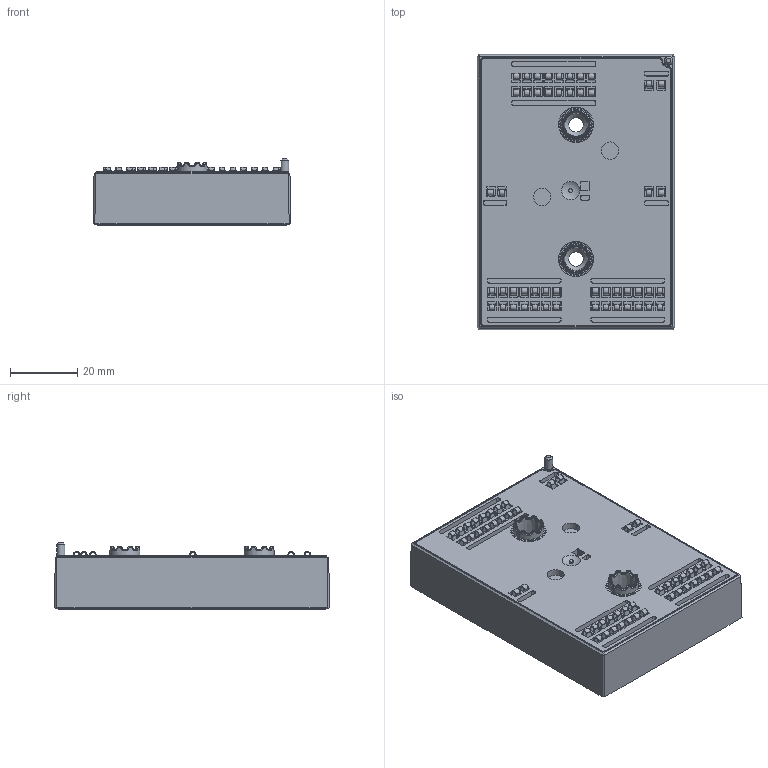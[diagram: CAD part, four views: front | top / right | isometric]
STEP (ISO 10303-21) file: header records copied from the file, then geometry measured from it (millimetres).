
FILE_DESCRIPTION(/* description */ ('Unknown'),/* implementation_level */ '2;1');
FILE_NAME(/* name */ 'MiniSkiiP3D-K830(500)-01-OL',/* time_stamp */ '2016-07-14T11:07:56+02:00',/* author */ ('Unknown'),/* organization */ ('Unknown'),/* preprocessor_version */ 'ST-DEVELOPER v16',/* originating_system */ 'DEX',/* authorisation */ $);
FILE_SCHEMA (('AUTOMOTIVE_DESIGN {1 0 10303 214 3 1 1}'));
Products named in the file (1): MiniSkiiP3D-K830-01-OL
Bounding box: 58.9 x 82 x 19.84 mm (x, y, z)
Volume: 73427.1 mm3; surface area: 19053.5 mm2
Topology: 1 solids, 26 shells, 2892 faces, 7967 edges, 4856 vertices
Faces by surface type: plane 1317, bspline 722, cylinder 486, cone 225, torus 102, sphere 40
Full cylindrical faces by diameter (mm): 1 x2, 1.2 x1, 3.2 x1, 5 x2, 5.15 x2, 5.5 x2, 6 x1, 6.2 x2
Entity records: 128674 total; most frequent: CARTESIAN_POINT 42280, ORIENTED_EDGE 15042, DIRECTION 11670, EDGE_CURVE 7521, VERTEX_POINT 4844, LINE 3912, VECTOR 3912, AXIS2_PLACEMENT_3D 3879
